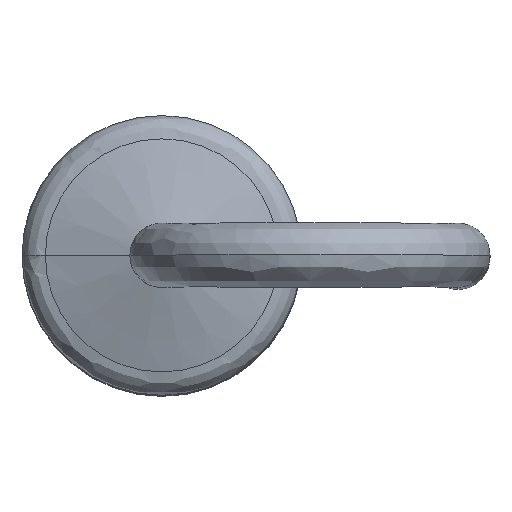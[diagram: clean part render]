
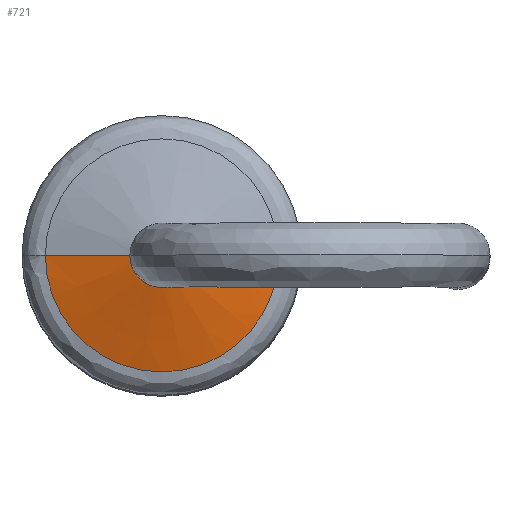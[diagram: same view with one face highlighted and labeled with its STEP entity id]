
A CAD part, top view. The second image highlights one B-rep face of the part: STEP entity #721.
In plain terms, the highlighted conical face has half-angle 74.578 degrees and reference radius 1 mm.
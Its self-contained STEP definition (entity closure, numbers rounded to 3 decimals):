
#58 = CARTESIAN_POINT ( 'NONE',  ( -0.275, 0., 3.15 ) ) ;
#69 = VECTOR ( 'NONE', #266, 1000. ) ;
#266 = DIRECTION ( 'NONE',  ( 0.964, 0., -0.266 ) ) ;
#331 = CARTESIAN_POINT ( 'NONE',  ( -1., 0., 2.95 ) ) ;
#466 = FACE_OUTER_BOUND ( 'NONE', #678, .T. ) ;
#471 = CONICAL_SURFACE ( 'NONE', #2337, 1., 1.302 ) ;
#653 = DIRECTION ( 'NONE',  ( 0., 0., -1. ) ) ;
#678 = EDGE_LOOP ( 'NONE', ( #1259, #2540, #962, #1832 ) ) ;
#700 = CIRCLE ( 'NONE', #1964, 0.275 ) ;
#721 = ADVANCED_FACE ( 'NONE', ( #466 ), #471, .T. ) ;
#790 = EDGE_CURVE ( 'NONE', #1923, #812, #1299, .T. ) ;
#799 = EDGE_CURVE ( 'NONE', #1923, #1342, #700, .T. ) ;
#812 = VERTEX_POINT ( 'NONE', #983 ) ;
#853 = DIRECTION ( 'NONE',  ( -1., 0., 0. ) ) ;
#931 = CARTESIAN_POINT ( 'NONE',  ( 0., 0., 2.95 ) ) ;
#933 = CARTESIAN_POINT ( 'NONE',  ( 0.275, 0., 3.15 ) ) ;
#962 = ORIENTED_EDGE ( 'NONE', *, *, #2613, .T. ) ;
#976 = LINE ( 'NONE', #331, #1943 ) ;
#983 = CARTESIAN_POINT ( 'NONE',  ( 1., 0., 2.95 ) ) ;
#1039 = DIRECTION ( 'NONE',  ( 0., 0., -1. ) ) ;
#1109 = CARTESIAN_POINT ( 'NONE',  ( 0., 0., 3.15 ) ) ;
#1259 = ORIENTED_EDGE ( 'NONE', *, *, #790, .F. ) ;
#1299 = LINE ( 'NONE', #2152, #69 ) ;
#1342 = VERTEX_POINT ( 'NONE', #58 ) ;
#1385 = DIRECTION ( 'NONE',  ( -1., 0., 0. ) ) ;
#1430 = VERTEX_POINT ( 'NONE', #2260 ) ;
#1483 = AXIS2_PLACEMENT_3D ( 'NONE', #1698, #653, #2336 ) ;
#1698 = CARTESIAN_POINT ( 'NONE',  ( 0., 0., 2.95 ) ) ;
#1759 = CIRCLE ( 'NONE', #1483, 1. ) ;
#1832 = ORIENTED_EDGE ( 'NONE', *, *, #2202, .F. ) ;
#1923 = VERTEX_POINT ( 'NONE', #933 ) ;
#1943 = VECTOR ( 'NONE', #2001, 1000. ) ;
#1964 = AXIS2_PLACEMENT_3D ( 'NONE', #1109, #2566, #1385 ) ;
#2001 = DIRECTION ( 'NONE',  ( -0.964, 0., -0.266 ) ) ;
#2152 = CARTESIAN_POINT ( 'NONE',  ( 1., 0., 2.95 ) ) ;
#2202 = EDGE_CURVE ( 'NONE', #812, #1430, #1759, .T. ) ;
#2260 = CARTESIAN_POINT ( 'NONE',  ( -1., 0., 2.95 ) ) ;
#2336 = DIRECTION ( 'NONE',  ( 1., 0., 0. ) ) ;
#2337 = AXIS2_PLACEMENT_3D ( 'NONE', #931, #1039, #853 ) ;
#2540 = ORIENTED_EDGE ( 'NONE', *, *, #799, .T. ) ;
#2566 = DIRECTION ( 'NONE',  ( 0., 0., -1. ) ) ;
#2613 = EDGE_CURVE ( 'NONE', #1342, #1430, #976, .T. ) ;
